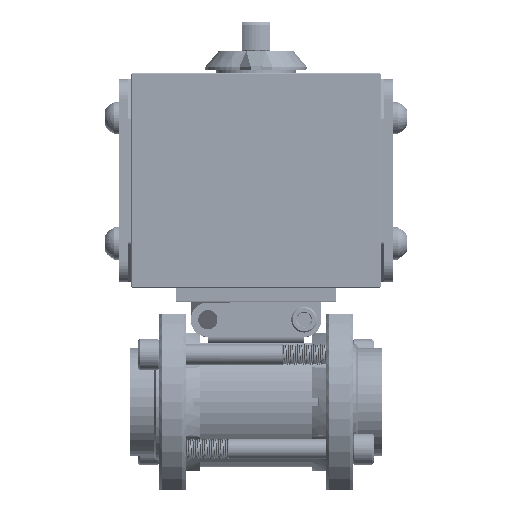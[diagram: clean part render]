
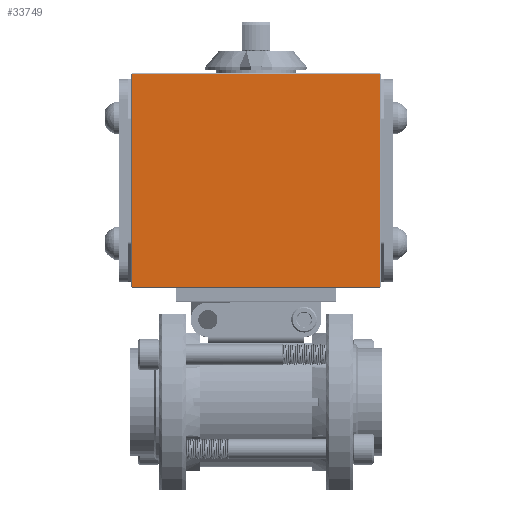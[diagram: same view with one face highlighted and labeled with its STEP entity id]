
A CAD part, top view. The second image highlights one B-rep face of the part: STEP entity #33749.
In plain terms, the highlighted planar face has unit normal (0, 0, 1).
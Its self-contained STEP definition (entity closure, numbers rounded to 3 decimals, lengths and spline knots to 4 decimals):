
#950 = CARTESIAN_POINT ( 'NONE',  ( -2.275, 5.974, 1.55 ) ) ;
#3672 = CARTESIAN_POINT ( 'NONE',  ( 2.251, 5.954, 1.55 ) ) ;
#14927 = LINE ( 'NONE', #100711, #117847 ) ;
#18538 = EDGE_LOOP ( 'NONE', ( #27558, #114852, #76618, #81954 ) ) ;
#21427 = EDGE_CURVE ( 'NONE', #66556, #160111, #142703, .T. ) ;
#24452 = VECTOR ( 'NONE', #68042, 39.3701 ) ;
#24987 = AXIS2_PLACEMENT_3D ( 'NONE', #950, #121830, #41405 ) ;
#27558 = ORIENTED_EDGE ( 'NONE', *, *, #141002, .T. ) ;
#33749 = ADVANCED_FACE ( 'NONE', ( #172617 ), #108330, .F. ) ;
#41405 = DIRECTION ( 'NONE',  ( 0., -1., 0. ) ) ;
#41913 = CARTESIAN_POINT ( 'NONE',  ( -2.275, 5.954, 1.55 ) ) ;
#49239 = CARTESIAN_POINT ( 'NONE',  ( -2.255, 5.954, 1.55 ) ) ;
#51489 = EDGE_CURVE ( 'NONE', #160111, #65830, #14927, .T. ) ;
#52279 = CARTESIAN_POINT ( 'NONE',  ( -2.275, 2.094, 1.55 ) ) ;
#65830 = VERTEX_POINT ( 'NONE', #93635 ) ;
#66556 = VERTEX_POINT ( 'NONE', #3672 ) ;
#68042 = DIRECTION ( 'NONE',  ( 0., 1., 0. ) ) ;
#74541 = VERTEX_POINT ( 'NONE', #148336 ) ;
#76618 = ORIENTED_EDGE ( 'NONE', *, *, #51489, .T. ) ;
#81954 = ORIENTED_EDGE ( 'NONE', *, *, #108645, .T. ) ;
#83088 = LINE ( 'NONE', #161957, #24452 ) ;
#93635 = CARTESIAN_POINT ( 'NONE',  ( -2.255, 2.094, 1.55 ) ) ;
#100711 = CARTESIAN_POINT ( 'NONE',  ( -2.255, 2.074, 1.55 ) ) ;
#107002 = VECTOR ( 'NONE', #135888, 39.3701 ) ;
#108330 = PLANE ( 'NONE',  #24987 ) ;
#108645 = EDGE_CURVE ( 'NONE', #65830, #74541, #159036, .T. ) ;
#114852 = ORIENTED_EDGE ( 'NONE', *, *, #21427, .T. ) ;
#117847 = VECTOR ( 'NONE', #127832, 39.3701 ) ;
#121830 = DIRECTION ( 'NONE',  ( 0., 0., -1. ) ) ;
#127832 = DIRECTION ( 'NONE',  ( 0., -1., 0. ) ) ;
#132818 = DIRECTION ( 'NONE',  ( 1., 0., 0. ) ) ;
#135888 = DIRECTION ( 'NONE',  ( -1., 0., 0. ) ) ;
#141002 = EDGE_CURVE ( 'NONE', #74541, #66556, #83088, .T. ) ;
#142703 = LINE ( 'NONE', #41913, #107002 ) ;
#148336 = CARTESIAN_POINT ( 'NONE',  ( 2.251, 2.094, 1.55 ) ) ;
#159036 = LINE ( 'NONE', #52279, #163234 ) ;
#160111 = VERTEX_POINT ( 'NONE', #49239 ) ;
#161957 = CARTESIAN_POINT ( 'NONE',  ( 2.251, 5.974, 1.55 ) ) ;
#163234 = VECTOR ( 'NONE', #132818, 39.3701 ) ;
#172617 = FACE_OUTER_BOUND ( 'NONE', #18538, .T. ) ;
